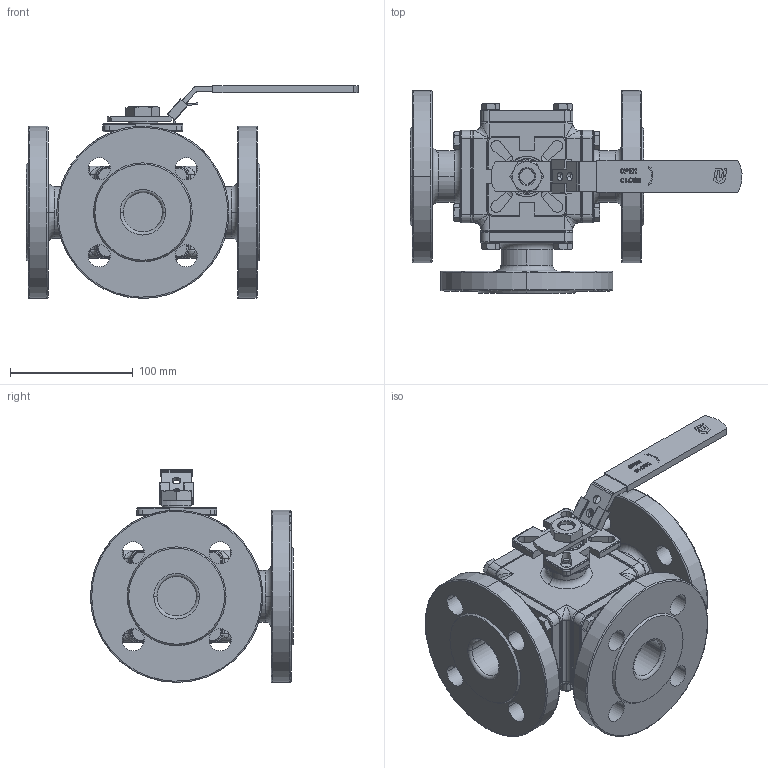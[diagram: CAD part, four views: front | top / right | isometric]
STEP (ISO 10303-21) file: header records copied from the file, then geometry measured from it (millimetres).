
FILE_DESCRIPTION(('HOOPS Exchange Step'),'2;1');
FILE_NAME('FK0800_PN16_DN32.stp','2025-08-25T09:48:02+02:00',('nieru'),('Unknown organisation'),'HOOPS Exchange 2024.2','HOOPS Exchange','Unknown authorisation');
FILE_SCHEMA( ('AP203_CONFIGURATION_CONTROLLED_3D_DESIGN_OF_MECHANICAL_PARTS_AND_ASSEMBLIES_MIM_LF') );
Length unit declared in the file: millimetre
Products named in the file (2): 0; root
Assembly tree (1 placements, depth 2):
  root
    0
Bounding box: 269.92 x 165 x 173 mm (x, y, z)
Volume: 1629798.1 mm3; surface area: 225991.6 mm2
Topology: 3 solids, 3 shells, 1910 faces, 5045 edges, 3167 vertices
Faces by surface type: plane 734, cylinder 591, bspline 259, cone 207, torus 115, sphere 4
Entity records: 72607 total; most frequent: CARTESIAN_POINT 27725, ORIENTED_EDGE 10058, DIRECTION 8191, EDGE_CURVE 5029, VERTEX_POINT 3167, AXIS2_PLACEMENT_3D 2963, VECTOR 2265, LINE 2265
